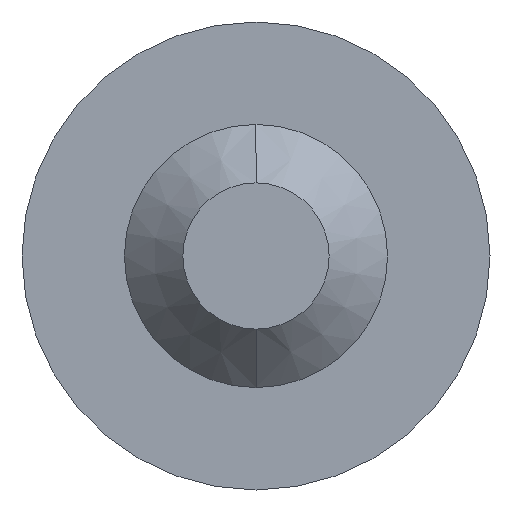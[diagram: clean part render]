
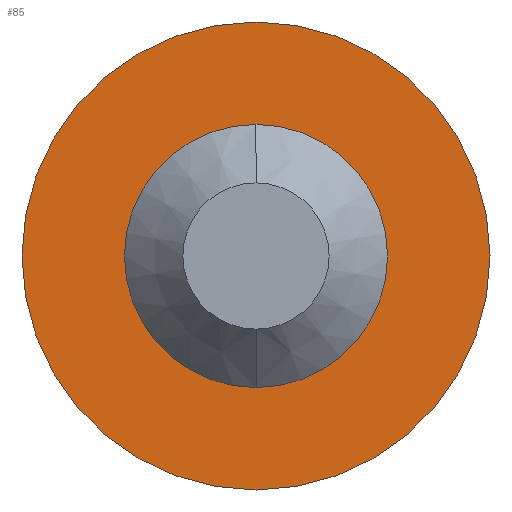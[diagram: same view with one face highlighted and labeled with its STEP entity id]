
A CAD part, front view. The second image highlights one B-rep face of the part: STEP entity #85.
In plain terms, the highlighted planar face has unit normal (0, -1, 0).
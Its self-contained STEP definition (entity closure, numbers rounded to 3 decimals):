
#85 = ADVANCED_FACE( '', ( #111, #112 ), #113, .T. );
#111 = FACE_OUTER_BOUND( '', #141, .T. );
#112 = FACE_BOUND( '', #142, .T. );
#113 = PLANE( '', #143 );
#141 = EDGE_LOOP( '', ( #218, #219 ) );
#142 = EDGE_LOOP( '', ( #220, #221 ) );
#143 = AXIS2_PLACEMENT_3D( '', #222, #223, #224 );
#218 = ORIENTED_EDGE( '', *, *, #249, .F. );
#219 = ORIENTED_EDGE( '', *, *, #267, .F. );
#220 = ORIENTED_EDGE( '', *, *, #254, .T. );
#221 = ORIENTED_EDGE( '', *, *, #266, .T. );
#222 = CARTESIAN_POINT( '', ( 0., 0., -6.175 ) );
#223 = DIRECTION( '', ( 0., -1., 0. ) );
#224 = DIRECTION( '', ( 0., 0., 1. ) );
#249 = EDGE_CURVE( '', #278, #280, #281, .T. );
#254 = EDGE_CURVE( '', #284, #288, #290, .T. );
#266 = EDGE_CURVE( '', #288, #284, #308, .T. );
#267 = EDGE_CURVE( '', #280, #278, #309, .T. );
#278 = VERTEX_POINT( '', #322 );
#280 = VERTEX_POINT( '', #325 );
#281 = CIRCLE( '', #326, 8. );
#284 = VERTEX_POINT( '', #330 );
#288 = VERTEX_POINT( '', #335 );
#290 = CIRCLE( '', #338, 4.35 );
#308 = CIRCLE( '', #360, 4.35 );
#309 = CIRCLE( '', #361, 8. );
#322 = CARTESIAN_POINT( '', ( 0., 0., -8. ) );
#325 = CARTESIAN_POINT( '', ( 0., 0., 8. ) );
#326 = AXIS2_PLACEMENT_3D( '', #373, #374, #375 );
#330 = CARTESIAN_POINT( '', ( 0., 0., -4.35 ) );
#335 = CARTESIAN_POINT( '', ( 0., 0., 4.35 ) );
#338 = AXIS2_PLACEMENT_3D( '', #382, #383, #384 );
#360 = AXIS2_PLACEMENT_3D( '', #410, #411, #412 );
#361 = AXIS2_PLACEMENT_3D( '', #413, #414, #415 );
#373 = CARTESIAN_POINT( '', ( 0., 0., 0. ) );
#374 = DIRECTION( '', ( 0., 1., 0. ) );
#375 = DIRECTION( '', ( 0., 0., -1. ) );
#382 = CARTESIAN_POINT( '', ( 0., 0., 0. ) );
#383 = DIRECTION( '', ( 0., 1., 0. ) );
#384 = DIRECTION( '', ( 0., 0., -1. ) );
#410 = CARTESIAN_POINT( '', ( 0., 0., 0. ) );
#411 = DIRECTION( '', ( 0., 1., 0. ) );
#412 = DIRECTION( '', ( 0., 0., -1. ) );
#413 = CARTESIAN_POINT( '', ( 0., 0., 0. ) );
#414 = DIRECTION( '', ( 0., 1., 0. ) );
#415 = DIRECTION( '', ( 0., 0., -1. ) );
